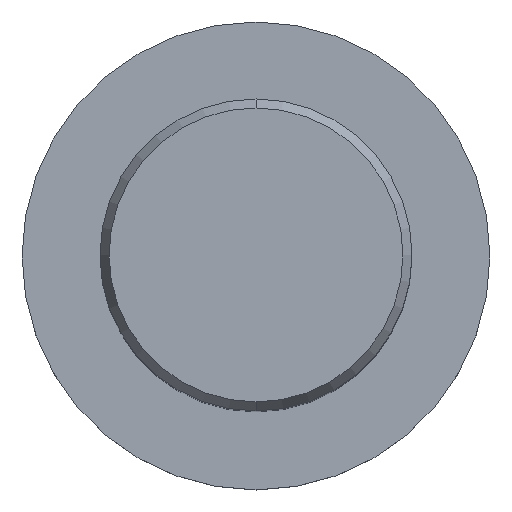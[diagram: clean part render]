
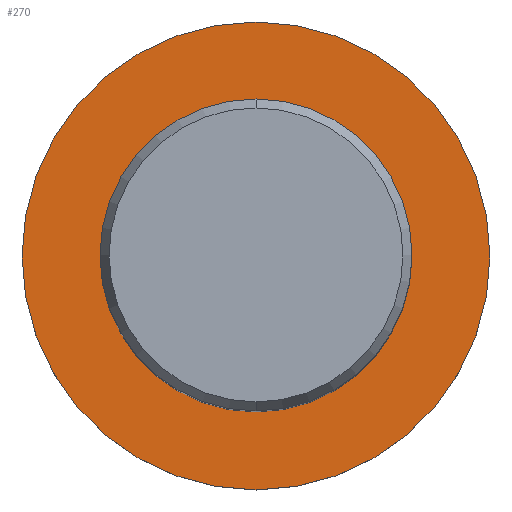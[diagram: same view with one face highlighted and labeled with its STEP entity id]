
A CAD part, top view. The second image highlights one B-rep face of the part: STEP entity #270.
In plain terms, the highlighted planar face has unit normal (0, 0, 1).
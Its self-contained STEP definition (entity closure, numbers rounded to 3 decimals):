
#248=VERTEX_POINT('',#588);
#270=ADVANCED_FACE('',(#611,#612),#613,.T.);
#278=EDGE_CURVE('',#368,#492,#621,.T.);
#296=EDGE_CURVE('',#442,#248,#640,.T.);
#330=EDGE_CURVE('',#248,#442,#678,.T.);
#368=VERTEX_POINT('',#721);
#400=EDGE_CURVE('',#492,#368,#755,.T.);
#442=VERTEX_POINT('',#801);
#492=VERTEX_POINT('',#855);
#588=CARTESIAN_POINT('',(0.0,24.0,-60.0));
#611=FACE_BOUND('',#1035,.T.);
#612=FACE_OUTER_BOUND('',#1036,.T.);
#613=PLANE('',#1037);
#621=CIRCLE('',#1058,16.0);
#640=CIRCLE('',#1100,24.0);
#678=CIRCLE('',#1188,24.0);
#721=CARTESIAN_POINT('',(0.,-16.0,-60.0));
#755=CIRCLE('',#1361,16.0);
#801=CARTESIAN_POINT('',(0.,-24.0,-60.0));
#855=CARTESIAN_POINT('',(0.0,16.0,-60.0));
#1035=EDGE_LOOP('',(#1707,#1708));
#1036=EDGE_LOOP('',(#1709,#1710));
#1037=AXIS2_PLACEMENT_3D('',#1711,#1712,#1713);
#1058=AXIS2_PLACEMENT_3D('',#1715,#1716,#1717);
#1100=AXIS2_PLACEMENT_3D('',#1734,#1735,#1736);
#1188=AXIS2_PLACEMENT_3D('',#1782,#1783,#1784);
#1361=AXIS2_PLACEMENT_3D('',#1894,#1895,#1896);
#1707=ORIENTED_EDGE('',*,*,#400,.T.);
#1708=ORIENTED_EDGE('',*,*,#278,.T.);
#1709=ORIENTED_EDGE('',*,*,#330,.F.);
#1710=ORIENTED_EDGE('',*,*,#296,.F.);
#1711=CARTESIAN_POINT('',(0.0,12.0,-60.0));
#1712=DIRECTION('',(-0.0,0.0,1.0));
#1713=DIRECTION('',(0.0,-1.0,0.0));
#1715=CARTESIAN_POINT('',(0.0,0.0,-60.0));
#1716=DIRECTION('',(-0.0,0.0,-1.0));
#1717=DIRECTION('',(0.0,1.0,0.0));
#1734=CARTESIAN_POINT('',(0.0,0.0,-60.0));
#1735=DIRECTION('',(0.0,0.0,-1.0));
#1736=DIRECTION('',(0.0,1.0,0.0));
#1782=CARTESIAN_POINT('',(0.0,0.0,-60.0));
#1783=DIRECTION('',(0.0,0.0,-1.0));
#1784=DIRECTION('',(0.0,1.0,0.0));
#1894=CARTESIAN_POINT('',(0.0,0.0,-60.0));
#1895=DIRECTION('',(-0.0,0.0,-1.0));
#1896=DIRECTION('',(0.0,1.0,0.0));
